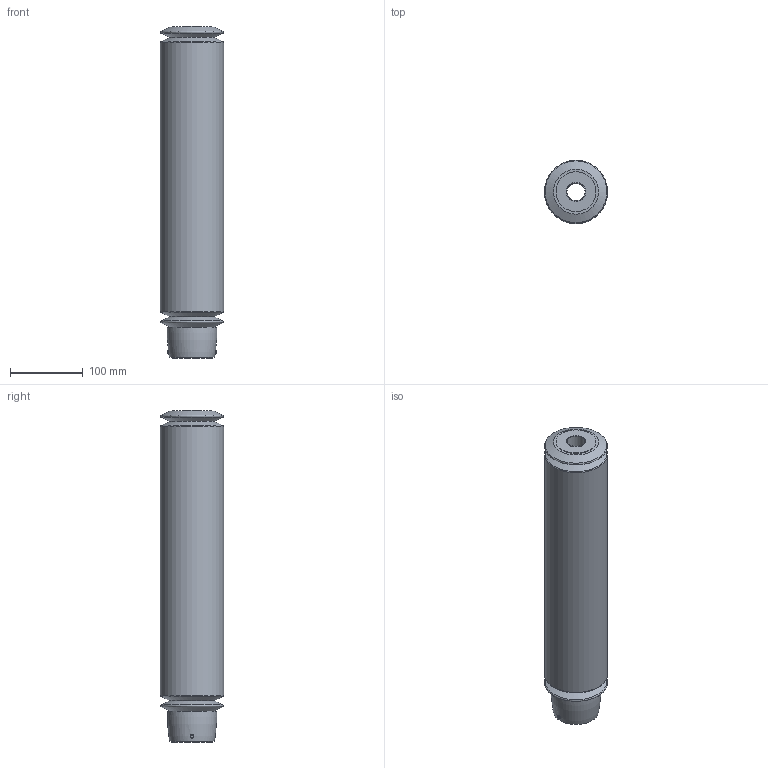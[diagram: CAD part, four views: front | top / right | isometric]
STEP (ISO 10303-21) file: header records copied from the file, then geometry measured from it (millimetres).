
FILE_DESCRIPTION(/* description */ ('STEP AP214'),/* implementation_level */ '2;1');
FILE_NAME(/* name */ '553389_DADB-V6-100-S476-500',/* time_stamp */ '2024-08-12T15:41:55+02:00',/* author */ ('License CC BY-ND 4.0'),/* organization */ ('CADENAS'),/* preprocessor_version */ 'ST-DEVELOPER v19.3',/* originating_system */ 'PARTsolutions',/* authorisation */ ' ');
FILE_SCHEMA (('AUTOMOTIVE_DESIGN {1 0 10303 214 3 1 1}'));
Length unit declared in the file: millimetre
Products named in the file (1): 553389 DADB-V6-100-S476-500---(4130)
Bounding box: 87 x 87 x 457.74 mm (x, y, z)
Volume: 2266807.2 mm3; surface area: 177492.5 mm2
Topology: 1 solids, 1 shells, 54 faces, 123 edges, 76 vertices
Faces by surface type: plane 22, cone 12, torus 11, cylinder 9
Full cylindrical faces by diameter (mm): 5 x2, 11.445 x1, 25 x1, 55 x2, 87 x1
Entity records: 1719 total; most frequent: CARTESIAN_POINT 266, DIRECTION 222, ORIENTED_EDGE 166, EDGE_LOOP 94, FACE_BOUND 94, AXIS2_PLACEMENT_3D 92, EDGE_CURVE 83, VERTEX_POINT 67
